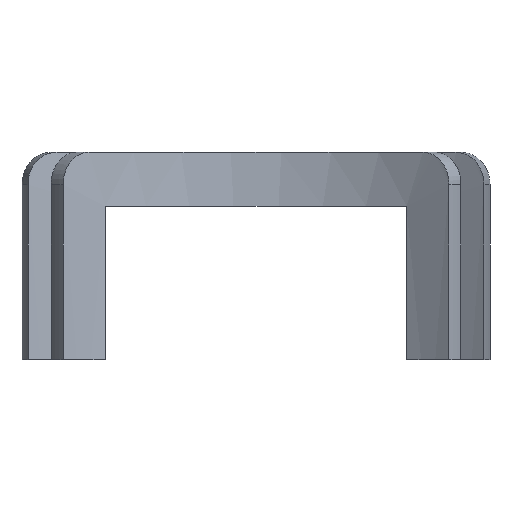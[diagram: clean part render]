
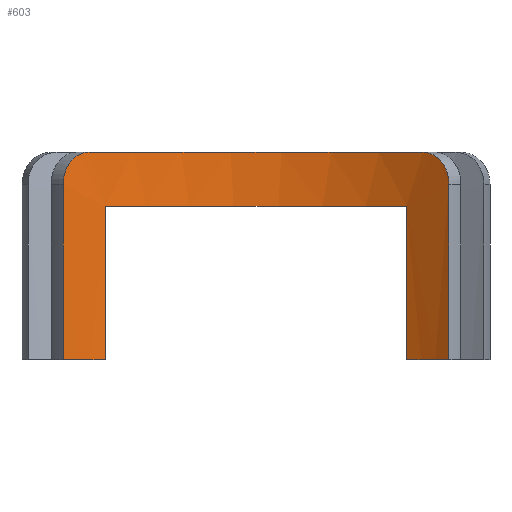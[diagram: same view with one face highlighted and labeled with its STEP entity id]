
A CAD part, front view. The second image highlights one B-rep face of the part: STEP entity #603.
In plain terms, the highlighted cylindrical face has radius 28 mm (diameter 56 mm), a partial arc.
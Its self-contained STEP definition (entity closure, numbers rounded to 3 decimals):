
#30=LINE('',#946,#56);
#38=LINE('',#1088,#64);
#39=LINE('',#1095,#65);
#42=LINE('',#1113,#68);
#56=VECTOR('',#714,10.);
#64=VECTOR('',#782,10.);
#65=VECTOR('',#789,10.);
#68=VECTOR('',#810,10.);
#99=CYLINDRICAL_SURFACE('',#692,28.);
#131=FACE_OUTER_BOUND('',#170,.T.);
#170=EDGE_LOOP('',(#543,#544,#545,#546,#547,#548,#549,#550,#551,#552));
#206=CIRCLE('',#651,28.);
#213=CIRCLE('',#660,28.);
#216=CIRCLE('',#664,28.);
#230=CIRCLE('',#693,28.);
#234=B_SPLINE_CURVE_WITH_KNOTS('',3,(#928,#929,#930,#931,#932,#933,#934,
#935,#936,#937,#938,#939),.UNSPECIFIED.,.F.,.F.,(4,2,2,2,2,4),(1.893,
2.01,2.128,2.245,2.362,2.366),
 .UNSPECIFIED.);
#240=B_SPLINE_CURVE_WITH_KNOTS('',3,(#1073,#1074,#1075,#1076,#1077,#1078,
#1079,#1080,#1081,#1082,#1083,#1084),.UNSPECIFIED.,.F.,.F.,(4,2,2,2,2,4),
(1.421,1.523,1.64,1.757,1.825,
1.893),.UNSPECIFIED.);
#243=VERTEX_POINT('',#925);
#244=VERTEX_POINT('',#927);
#246=VERTEX_POINT('',#944);
#276=VERTEX_POINT('',#1070);
#277=VERTEX_POINT('',#1072);
#278=VERTEX_POINT('',#1087);
#280=VERTEX_POINT('',#1092);
#281=VERTEX_POINT('',#1094);
#284=VERTEX_POINT('',#1106);
#287=VERTEX_POINT('',#1111);
#303=EDGE_CURVE('',#243,#244,#234,.T.);
#307=EDGE_CURVE('',#246,#243,#30,.F.);
#342=EDGE_CURVE('',#276,#277,#240,.T.);
#344=EDGE_CURVE('',#278,#277,#38,.T.);
#347=EDGE_CURVE('',#281,#280,#39,.T.);
#350=EDGE_CURVE('',#280,#278,#206,.T.);
#357=EDGE_CURVE('',#287,#284,#42,.F.);
#359=EDGE_CURVE('',#246,#284,#213,.T.);
#362=EDGE_CURVE('',#281,#287,#216,.T.);
#386=EDGE_CURVE('',#276,#244,#230,.T.);
#543=ORIENTED_EDGE('',*,*,#303,.F.);
#544=ORIENTED_EDGE('',*,*,#307,.F.);
#545=ORIENTED_EDGE('',*,*,#359,.T.);
#546=ORIENTED_EDGE('',*,*,#357,.F.);
#547=ORIENTED_EDGE('',*,*,#362,.F.);
#548=ORIENTED_EDGE('',*,*,#347,.T.);
#549=ORIENTED_EDGE('',*,*,#350,.T.);
#550=ORIENTED_EDGE('',*,*,#344,.T.);
#551=ORIENTED_EDGE('',*,*,#342,.F.);
#552=ORIENTED_EDGE('',*,*,#386,.T.);
#603=ADVANCED_FACE('',(#131),#99,.F.);
#651=AXIS2_PLACEMENT_3D('',#1100,#795,#796);
#660=AXIS2_PLACEMENT_3D('',#1117,#815,#816);
#664=AXIS2_PLACEMENT_3D('',#1121,#823,#824);
#692=AXIS2_PLACEMENT_3D('',#1169,#889,#890);
#693=AXIS2_PLACEMENT_3D('',#1170,#891,#892);
#714=DIRECTION('',(0.,0.,-1.));
#782=DIRECTION('',(0.,0.,1.));
#789=DIRECTION('',(0.,0.,-1.));
#795=DIRECTION('center_axis',(0.,0.,-1.));
#796=DIRECTION('ref_axis',(0.497,0.868,0.));
#810=DIRECTION('',(0.,0.,1.));
#815=DIRECTION('center_axis',(0.,0.,-1.));
#816=DIRECTION('ref_axis',(0.497,0.868,0.));
#823=DIRECTION('center_axis',(0.,0.,1.));
#824=DIRECTION('ref_axis',(0.497,0.868,0.));
#889=DIRECTION('center_axis',(0.,0.,1.));
#890=DIRECTION('ref_axis',(0.497,0.868,0.));
#891=DIRECTION('center_axis',(0.,0.,1.));
#892=DIRECTION('ref_axis',(0.497,0.868,0.));
#925=CARTESIAN_POINT('',(-17.913,-13.198,16.25));
#927=CARTESIAN_POINT('',(-15.507,-11.405,19.25));
#928=CARTESIAN_POINT('Ctrl Pts',(-17.913,-13.198,16.25));
#929=CARTESIAN_POINT('Ctrl Pts',(-17.913,-13.198,16.64));
#930=CARTESIAN_POINT('Ctrl Pts',(-17.854,-13.149,17.026));
#931=CARTESIAN_POINT('Ctrl Pts',(-17.625,-12.962,17.748));
#932=CARTESIAN_POINT('Ctrl Pts',(-17.456,-12.825,18.077));
#933=CARTESIAN_POINT('Ctrl Pts',(-17.024,-12.487,18.634));
#934=CARTESIAN_POINT('Ctrl Pts',(-16.765,-12.29,18.856));
#935=CARTESIAN_POINT('Ctrl Pts',(-16.185,-11.868,19.162));
#936=CARTESIAN_POINT('Ctrl Pts',(-15.87,-11.648,19.244));
#937=CARTESIAN_POINT('Ctrl Pts',(-15.534,-11.423,19.25));
#938=CARTESIAN_POINT('Ctrl Pts',(-15.521,-11.414,19.25));
#939=CARTESIAN_POINT('Ctrl Pts',(-15.507,-11.405,19.25));
#944=CARTESIAN_POINT('',(-17.913,-13.198,0.));
#946=CARTESIAN_POINT('',(-17.913,-13.198,14.25));
#1070=CARTESIAN_POINT('',(15.507,-11.405,19.25));
#1072=CARTESIAN_POINT('',(17.913,-13.198,16.25));
#1073=CARTESIAN_POINT('Ctrl Pts',(15.507,-11.405,19.25));
#1074=CARTESIAN_POINT('Ctrl Pts',(15.79,-11.593,19.25));
#1075=CARTESIAN_POINT('Ctrl Pts',(16.067,-11.785,19.193));
#1076=CARTESIAN_POINT('Ctrl Pts',(16.626,-12.186,18.95));
#1077=CARTESIAN_POINT('Ctrl Pts',(16.896,-12.389,18.751));
#1078=CARTESIAN_POINT('Ctrl Pts',(17.357,-12.746,18.234));
#1079=CARTESIAN_POINT('Ctrl Pts',(17.543,-12.895,17.92));
#1080=CARTESIAN_POINT('Ctrl Pts',(17.754,-13.067,17.365));
#1081=CARTESIAN_POINT('Ctrl Pts',(17.813,-13.116,17.149));
#1082=CARTESIAN_POINT('Ctrl Pts',(17.893,-13.182,16.705));
#1083=CARTESIAN_POINT('Ctrl Pts',(17.913,-13.198,16.478));
#1084=CARTESIAN_POINT('Ctrl Pts',(17.913,-13.198,16.25));
#1087=CARTESIAN_POINT('',(17.913,-13.198,0.));
#1088=CARTESIAN_POINT('',(17.913,-13.198,14.25));
#1092=CARTESIAN_POINT('',(13.972,-10.454,0.));
#1094=CARTESIAN_POINT('',(13.972,-10.454,14.25));
#1095=CARTESIAN_POINT('',(13.972,-10.454,14.25));
#1100=CARTESIAN_POINT('Origin',(0.,-34.719,0.));
#1106=CARTESIAN_POINT('',(-13.972,-10.454,0.));
#1111=CARTESIAN_POINT('',(-13.972,-10.454,14.25));
#1113=CARTESIAN_POINT('',(-13.972,-10.454,14.25));
#1117=CARTESIAN_POINT('Origin',(0.,-34.719,0.));
#1121=CARTESIAN_POINT('Origin',(0.,-34.719,14.25));
#1169=CARTESIAN_POINT('Origin',(0.,-34.719,14.25));
#1170=CARTESIAN_POINT('Origin',(0.,-34.719,19.25));
